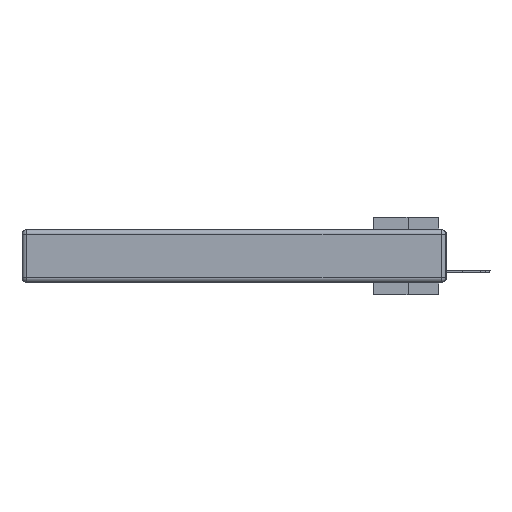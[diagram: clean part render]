
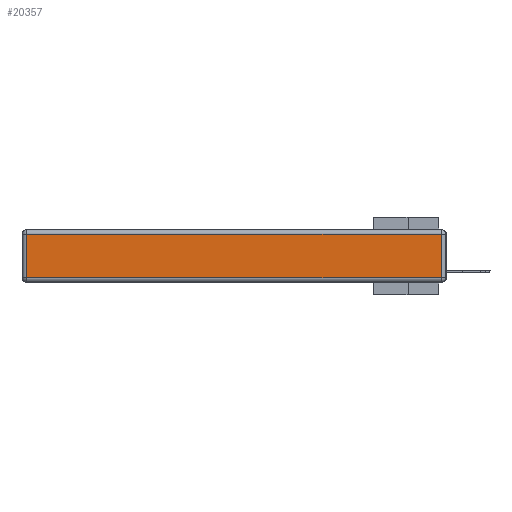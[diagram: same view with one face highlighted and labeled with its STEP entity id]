
A CAD part, left-side view. The second image highlights one B-rep face of the part: STEP entity #20357.
In plain terms, the highlighted planar face has unit normal (-1, 0, 0).
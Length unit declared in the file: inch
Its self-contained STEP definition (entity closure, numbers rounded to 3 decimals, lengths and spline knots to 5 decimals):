
#124 = DIRECTION ( 'NONE',  ( -1., 0., 0. ) ) ;
#286 = VERTEX_POINT ( 'NONE', #22596 ) ;
#1691 = EDGE_CURVE ( 'NONE', #7278, #20413, #28680, .T. ) ;
#2801 = VERTEX_POINT ( 'NONE', #28018 ) ;
#3635 = PLANE ( 'NONE',  #7543 ) ;
#5234 = DIRECTION ( 'NONE',  ( 0., 0., 1. ) ) ;
#6247 = CARTESIAN_POINT ( 'NONE',  ( 0., 2.72, -0.03 ) ) ;
#6675 = CARTESIAN_POINT ( 'NONE',  ( 0., 2.72, -0.313 ) ) ;
#7278 = VERTEX_POINT ( 'NONE', #6247 ) ;
#7543 = AXIS2_PLACEMENT_3D ( 'NONE', #33460, #124, #5234 ) ;
#7996 = LINE ( 'NONE', #28754, #9563 ) ;
#9140 = DIRECTION ( 'NONE',  ( 0., 1., 0. ) ) ;
#9563 = VECTOR ( 'NONE', #15829, 39.37008 ) ;
#10808 = VECTOR ( 'NONE', #23267, 39.37008 ) ;
#15420 = CARTESIAN_POINT ( 'NONE',  ( 0., 2.72, -0.343 ) ) ;
#15829 = DIRECTION ( 'NONE',  ( 0., -1., 0. ) ) ;
#17644 = VECTOR ( 'NONE', #21199, 39.37008 ) ;
#18121 = EDGE_LOOP ( 'NONE', ( #19656, #18126, #18325, #22323 ) ) ;
#18126 = ORIENTED_EDGE ( 'NONE', *, *, #23647, .T. ) ;
#18325 = ORIENTED_EDGE ( 'NONE', *, *, #29355, .T. ) ;
#19656 = ORIENTED_EDGE ( 'NONE', *, *, #27062, .T. ) ;
#20051 = LINE ( 'NONE', #32453, #24352 ) ;
#20357 = ADVANCED_FACE ( 'NONE', ( #28514 ), #3635, .T. ) ;
#20413 = VERTEX_POINT ( 'NONE', #6675 ) ;
#20848 = LINE ( 'NONE', #28650, #17644 ) ;
#21199 = DIRECTION ( 'NONE',  ( 0., 0., 1. ) ) ;
#22323 = ORIENTED_EDGE ( 'NONE', *, *, #1691, .T. ) ;
#22596 = CARTESIAN_POINT ( 'NONE',  ( 0., 0.03, -0.03 ) ) ;
#23267 = DIRECTION ( 'NONE',  ( 0., 0., -1. ) ) ;
#23647 = EDGE_CURVE ( 'NONE', #2801, #286, #20848, .T. ) ;
#24352 = VECTOR ( 'NONE', #9140, 39.37008 ) ;
#27062 = EDGE_CURVE ( 'NONE', #20413, #2801, #7996, .T. ) ;
#28018 = CARTESIAN_POINT ( 'NONE',  ( 0., 0.03, -0.313 ) ) ;
#28514 = FACE_OUTER_BOUND ( 'NONE', #18121, .T. ) ;
#28650 = CARTESIAN_POINT ( 'NONE',  ( 0., 0.03, -0.343 ) ) ;
#28680 = LINE ( 'NONE', #15420, #10808 ) ;
#28754 = CARTESIAN_POINT ( 'NONE',  ( 0., 0., -0.313 ) ) ;
#29355 = EDGE_CURVE ( 'NONE', #286, #7278, #20051, .T. ) ;
#32453 = CARTESIAN_POINT ( 'NONE',  ( 0., 2.75, -0.03 ) ) ;
#33460 = CARTESIAN_POINT ( 'NONE',  ( 0., 0., -0.343 ) ) ;
